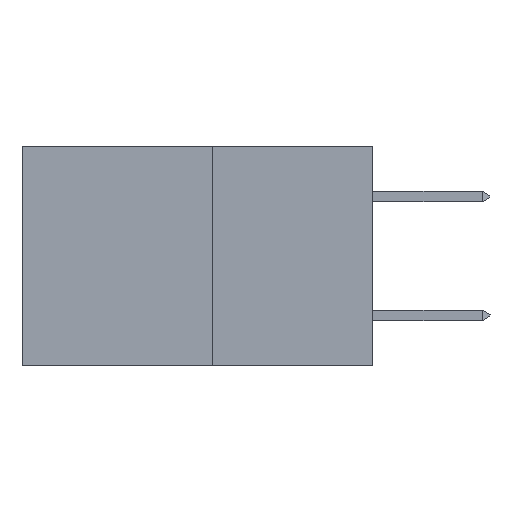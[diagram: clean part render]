
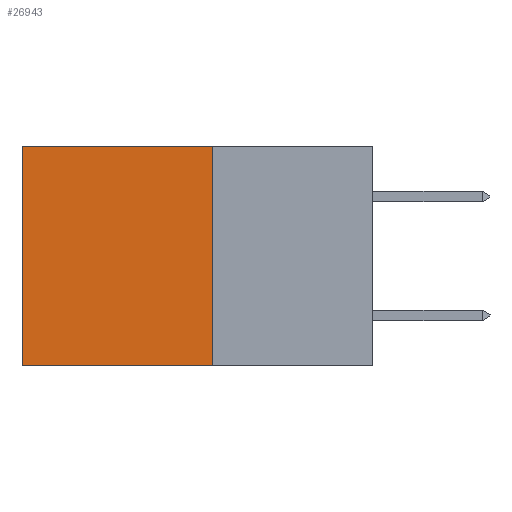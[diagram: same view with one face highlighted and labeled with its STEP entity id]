
A CAD part, left-side view. The second image highlights one B-rep face of the part: STEP entity #26943.
In plain terms, the highlighted planar face has unit normal (-1, 0, 0).
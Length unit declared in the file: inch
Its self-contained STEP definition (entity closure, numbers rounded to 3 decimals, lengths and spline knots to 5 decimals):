
#889 = CARTESIAN_POINT ( 'NONE',  ( 0.277, 0.59, -0.37 ) ) ;
#4610 = VECTOR ( 'NONE', #9514, 39.37008 ) ;
#4776 = ORIENTED_EDGE ( 'NONE', *, *, #18217, .T. ) ;
#6914 = CARTESIAN_POINT ( 'NONE',  ( 0.277, 0.27, -0.37 ) ) ;
#6919 = VECTOR ( 'NONE', #23054, 39.37008 ) ;
#7161 = EDGE_LOOP ( 'NONE', ( #4776, #33049, #10704, #27858 ) ) ;
#7325 = EDGE_CURVE ( 'NONE', #14247, #29361, #32356, .T. ) ;
#7895 = VERTEX_POINT ( 'NONE', #12163 ) ;
#8023 = AXIS2_PLACEMENT_3D ( 'NONE', #23438, #26298, #9962 ) ;
#9514 = DIRECTION ( 'NONE',  ( 0., 1., 0. ) ) ;
#9575 = FACE_OUTER_BOUND ( 'NONE', #7161, .T. ) ;
#9962 = DIRECTION ( 'NONE',  ( 0., 0., -1. ) ) ;
#10704 = ORIENTED_EDGE ( 'NONE', *, *, #7325, .F. ) ;
#12163 = CARTESIAN_POINT ( 'NONE',  ( 0.277, 0.59, 0. ) ) ;
#14247 = VERTEX_POINT ( 'NONE', #23437 ) ;
#14255 = LINE ( 'NONE', #31720, #33449 ) ;
#15380 = DIRECTION ( 'NONE',  ( 0., 1., 0. ) ) ;
#17722 = EDGE_CURVE ( 'NONE', #29361, #21398, #14255, .T. ) ;
#18217 = EDGE_CURVE ( 'NONE', #7895, #21398, #21393, .T. ) ;
#20266 = CARTESIAN_POINT ( 'NONE',  ( 0.277, 0.59, -0.37 ) ) ;
#20776 = PLANE ( 'NONE',  #8023 ) ;
#21393 = LINE ( 'NONE', #20266, #6919 ) ;
#21398 = VERTEX_POINT ( 'NONE', #889 ) ;
#23054 = DIRECTION ( 'NONE',  ( 0., 0., -1. ) ) ;
#23437 = CARTESIAN_POINT ( 'NONE',  ( 0.277, 0.27, 0. ) ) ;
#23438 = CARTESIAN_POINT ( 'NONE',  ( 0.277, 0.27, -0.37 ) ) ;
#23564 = DIRECTION ( 'NONE',  ( 0., 0., -1. ) ) ;
#23834 = CARTESIAN_POINT ( 'NONE',  ( 0.277, 0.27, -0.37 ) ) ;
#25108 = VECTOR ( 'NONE', #23564, 39.37008 ) ;
#25972 = CARTESIAN_POINT ( 'NONE',  ( 0.277, 0.27, 0. ) ) ;
#26298 = DIRECTION ( 'NONE',  ( 1., 0., 0. ) ) ;
#26943 = ADVANCED_FACE ( 'NONE', ( #9575 ), #20776, .F. ) ;
#27858 = ORIENTED_EDGE ( 'NONE', *, *, #34849, .T. ) ;
#29361 = VERTEX_POINT ( 'NONE', #6914 ) ;
#31720 = CARTESIAN_POINT ( 'NONE',  ( 0.277, 0.27, -0.37 ) ) ;
#32356 = LINE ( 'NONE', #23834, #25108 ) ;
#33049 = ORIENTED_EDGE ( 'NONE', *, *, #17722, .F. ) ;
#33449 = VECTOR ( 'NONE', #15380, 39.37008 ) ;
#34494 = LINE ( 'NONE', #25972, #4610 ) ;
#34849 = EDGE_CURVE ( 'NONE', #14247, #7895, #34494, .T. ) ;
